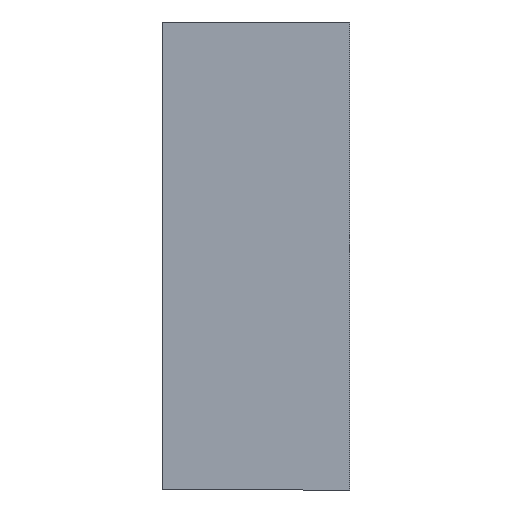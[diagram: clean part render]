
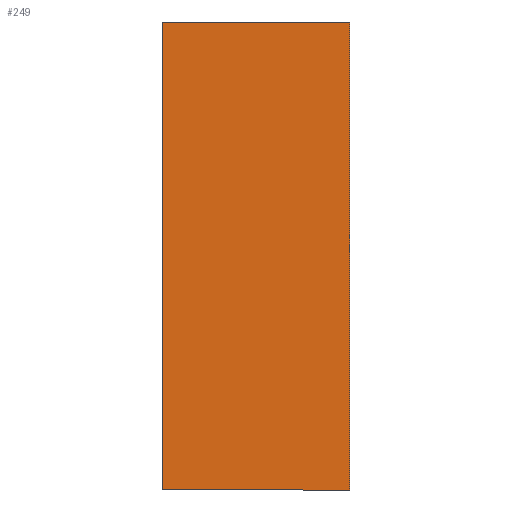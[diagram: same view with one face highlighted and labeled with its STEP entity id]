
A CAD part, front view. The second image highlights one B-rep face of the part: STEP entity #249.
In plain terms, the highlighted planar face has unit normal (0, -1, 0).
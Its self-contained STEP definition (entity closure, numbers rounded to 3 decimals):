
#5 = CARTESIAN_POINT ( 'NONE',  ( 0., -64., 0. ) ) ;
#6 = LINE ( 'NONE', #351, #433 ) ;
#16 = DIRECTION ( 'NONE',  ( 0., 0., -1. ) ) ;
#23 = VERTEX_POINT ( 'NONE', #30 ) ;
#24 = EDGE_CURVE ( 'NONE', #23, #784, #1037, .T. ) ;
#30 = CARTESIAN_POINT ( 'NONE',  ( 0., -64., 0. ) ) ;
#31 = DIRECTION ( 'NONE',  ( 1., 0., 0. ) ) ;
#81 = PLANE ( 'NONE',  #229 ) ;
#218 = VERTEX_POINT ( 'NONE', #520 ) ;
#229 = AXIS2_PLACEMENT_3D ( 'NONE', #5, #1009, #340 ) ;
#249 = ADVANCED_FACE ( 'NONE', ( #1087 ), #81, .T. ) ;
#285 = CARTESIAN_POINT ( 'NONE',  ( 0., -64., 0. ) ) ;
#307 = EDGE_LOOP ( 'NONE', ( #736, #654, #618, #724 ) ) ;
#309 = DIRECTION ( 'NONE',  ( 0., 0., -1. ) ) ;
#340 = DIRECTION ( 'NONE',  ( 0., 0., -1. ) ) ;
#347 = CARTESIAN_POINT ( 'NONE',  ( 0., -64., -1106. ) ) ;
#351 = CARTESIAN_POINT ( 'NONE',  ( 444., -64., 0. ) ) ;
#433 = VECTOR ( 'NONE', #16, 1000. ) ;
#450 = EDGE_CURVE ( 'NONE', #555, #218, #985, .T. ) ;
#504 = CARTESIAN_POINT ( 'NONE',  ( 444., -64., 0. ) ) ;
#520 = CARTESIAN_POINT ( 'NONE',  ( 444., -64., -1106. ) ) ;
#555 = VERTEX_POINT ( 'NONE', #347 ) ;
#560 = CARTESIAN_POINT ( 'NONE',  ( 0., -64., 0. ) ) ;
#576 = CARTESIAN_POINT ( 'NONE',  ( 0., -64., -1106. ) ) ;
#618 = ORIENTED_EDGE ( 'NONE', *, *, #693, .T. ) ;
#636 = LINE ( 'NONE', #560, #1067 ) ;
#654 = ORIENTED_EDGE ( 'NONE', *, *, #24, .F. ) ;
#693 = EDGE_CURVE ( 'NONE', #23, #555, #636, .T. ) ;
#724 = ORIENTED_EDGE ( 'NONE', *, *, #450, .T. ) ;
#736 = ORIENTED_EDGE ( 'NONE', *, *, #918, .F. ) ;
#784 = VERTEX_POINT ( 'NONE', #504 ) ;
#816 = VECTOR ( 'NONE', #956, 1000. ) ;
#918 = EDGE_CURVE ( 'NONE', #784, #218, #6, .T. ) ;
#945 = VECTOR ( 'NONE', #31, 1000. ) ;
#956 = DIRECTION ( 'NONE',  ( 1., 0., 0. ) ) ;
#985 = LINE ( 'NONE', #576, #945 ) ;
#1009 = DIRECTION ( 'NONE',  ( 0., -1., 0. ) ) ;
#1037 = LINE ( 'NONE', #285, #816 ) ;
#1067 = VECTOR ( 'NONE', #309, 1000. ) ;
#1087 = FACE_OUTER_BOUND ( 'NONE', #307, .T. ) ;
